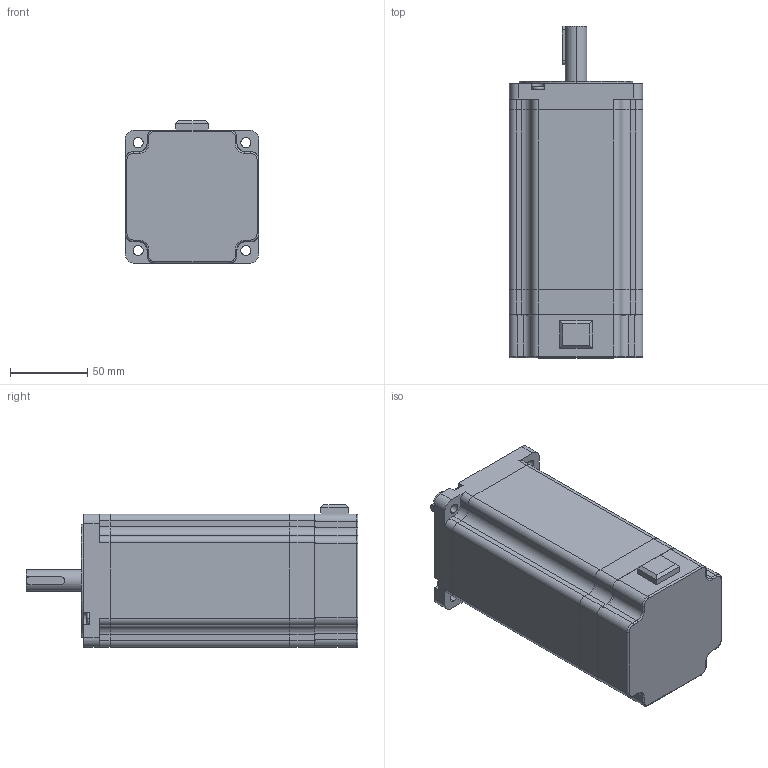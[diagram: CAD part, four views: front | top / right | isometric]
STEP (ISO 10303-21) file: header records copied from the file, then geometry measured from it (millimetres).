
FILE_DESCRIPTION (( 'STEP AP214' ), '1' );
FILE_NAME ('86HS156ES-S.STEP', '2024-04-15T06:21:58', ( '' ), ( '' ), 'SwSTEP 2.0', 'SolidWorks 2021', '' );
FILE_SCHEMA (( 'AUTOMOTIVE_DESIGN' ));
Length unit declared in the file: millimetre
Products named in the file (7): 86HS156ES-S; 86____.STEP; M4x145.STEP; 86敕遠綴裔耀郪; 150____.STEP; 86__.STEP; __.STEP
Assembly tree (9 placements, depth 2):
  86HS156ES-S
    150____.STEP
    86____.STEP
    86__.STEP
    __.STEP
    M4x145.STEP  x4
    86敕遠綴裔耀郪
Bounding box: 86 x 214.2 x 92 mm (x, y, z)
Volume: 1035769.6 mm3; surface area: 138168 mm2
Topology: 9 solids, 9 shells, 393 faces, 1006 edges, 646 vertices
Faces by surface type: cylinder 181, plane 162, torus 34, cone 8, bspline 8
Entity records: 10050 total; most frequent: DIRECTION 1786, CARTESIAN_POINT 1700, ORIENTED_EDGE 1610, EDGE_CURVE 805, AXIS2_PLACEMENT_3D 662, VERTEX_POINT 514, LINE 462, VECTOR 462
